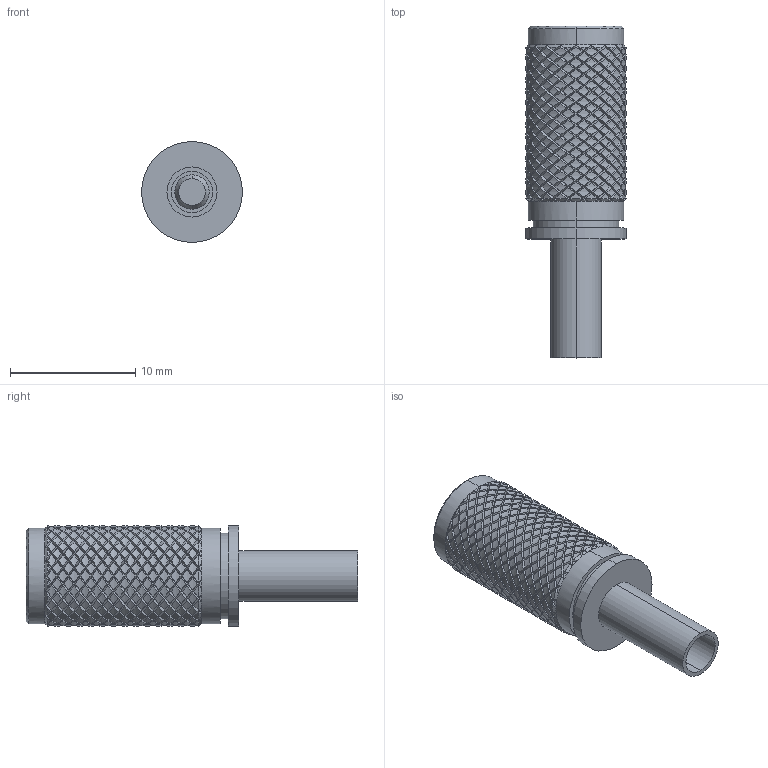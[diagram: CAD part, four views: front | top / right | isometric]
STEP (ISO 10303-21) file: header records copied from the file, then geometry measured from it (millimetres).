
FILE_DESCRIPTION((''),'2;1');
FILE_NAME('1','2021-09-02T',('Administrator'),(''),'PRO/ENGINEER BY PARAMETRIC TECHNOLOGY CORPORATION, 2012090','PRO/ENGINEER BY PARAMETRIC TECHNOLOGY CORPORATION, 2012090','');
FILE_SCHEMA(('CONFIG_CONTROL_DESIGN'));
Products named in the file (1): 1
Bounding box: 8.05 x 26.5 x 8.05 mm (x, y, z)
Volume: 742.6 mm3; surface area: 1531 mm2
Topology: 1 solids, 3 shells, 3331 faces, 6946 edges, 3632 vertices
Faces by surface type: bspline 2328, cylinder 676, cone 174, plane 149, torus 4
Entity records: 183575 total; most frequent: CARTESIAN_POINT 131218, ORIENTED_EDGE 13892, EDGE_CURVE 6946, B_SPLINE_CURVE_WITH_KNOTS 4928, DIRECTION 4524, VERTEX_POINT 3632, EDGE_LOOP 3346, FACE_OUTER_BOUND 3331
